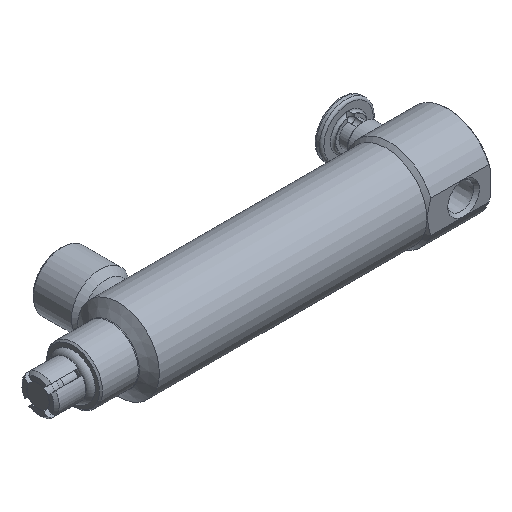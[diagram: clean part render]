
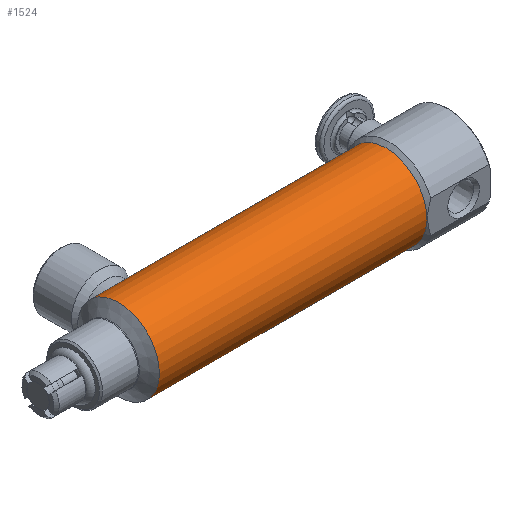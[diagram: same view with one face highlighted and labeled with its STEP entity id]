
A CAD part, isometric view. The second image highlights one B-rep face of the part: STEP entity #1524.
In plain terms, the highlighted cylindrical face has radius 13.462 mm (diameter 26.924 mm), a full revolution.
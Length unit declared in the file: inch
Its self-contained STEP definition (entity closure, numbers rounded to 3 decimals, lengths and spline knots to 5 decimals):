
#85=B_SPLINE_CURVE_WITH_KNOTS('',3,(#2840,#2841,#2842,#2843,#2844,#2845,
#2846,#2847,#2848,#2849,#2850,#2851,#2852,#2853,#2854,#2855,#2856,#2857,
#2858,#2859,#2860,#2861,#2862,#2863,#2864,#2865,#2866,#2867,#2868,#2869,
#2870,#2871,#2872,#2873),.UNSPECIFIED.,.T.,.F.,(4,2,2,2,2,2,2,2,2,2,2,2,
2,2,2,2,4),(0.,0.29456,0.58913,0.88228,1.17543,
1.46859,1.76174,2.0563,2.35087,2.64543,
2.93999,3.23315,3.5263,3.81945,4.11261,
4.40717,4.70174),.UNSPECIFIED.);
#326=CYLINDRICAL_SURFACE('',#1698,0.53);
#360=FACE_BOUND('',#571,.T.);
#361=FACE_BOUND('',#572,.T.);
#448=FACE_OUTER_BOUND('',#570,.T.);
#570=EDGE_LOOP('',(#1368));
#571=EDGE_LOOP('',(#1369));
#572=EDGE_LOOP('',(#1370));
#641=CIRCLE('',#1626,0.53);
#672=CIRCLE('',#1699,0.53);
#739=VERTEX_POINT('',#2440);
#811=VERTEX_POINT('',#2839);
#815=VERTEX_POINT('',#2885);
#901=EDGE_CURVE('',#739,#739,#641,.T.);
#1003=EDGE_CURVE('',#811,#811,#85,.T.);
#1007=EDGE_CURVE('',#815,#815,#672,.T.);
#1368=ORIENTED_EDGE('',*,*,#901,.F.);
#1369=ORIENTED_EDGE('',*,*,#1003,.T.);
#1370=ORIENTED_EDGE('',*,*,#1007,.T.);
#1524=ADVANCED_FACE('',(#448,#360,#361),#326,.T.);
#1626=AXIS2_PLACEMENT_3D('',#2441,#1907,#1908);
#1698=AXIS2_PLACEMENT_3D('',#2884,#2087,#2088);
#1699=AXIS2_PLACEMENT_3D('',#2886,#2089,#2090);
#1907=DIRECTION('center_axis',(1.,0.,0.));
#1908=DIRECTION('ref_axis',(0.,1.,0.));
#2087=DIRECTION('center_axis',(1.,0.,0.));
#2088=DIRECTION('ref_axis',(0.,1.,0.));
#2089=DIRECTION('center_axis',(1.,0.,0.));
#2090=DIRECTION('ref_axis',(0.,1.,0.));
#2440=CARTESIAN_POINT('',(0.02793,-2.16331,0.));
#2441=CARTESIAN_POINT('Origin',(0.02793,-2.69331,0.));
#2839=CARTESIAN_POINT('',(-3.02507,-2.25571,-0.299));
#2840=CARTESIAN_POINT('Ctrl Pts',(-3.02507,-2.25571,-0.299));
#2841=CARTESIAN_POINT('Ctrl Pts',(-2.98641,-2.25571,-0.299));
#2842=CARTESIAN_POINT('Ctrl Pts',(-2.94604,-2.25004,-0.29109));
#2843=CARTESIAN_POINT('Ctrl Pts',(-2.87278,-2.23132,-0.26036));
#2844=CARTESIAN_POINT('Ctrl Pts',(-2.83977,-2.21868,-0.23755));
#2845=CARTESIAN_POINT('Ctrl Pts',(-2.78764,-2.196,-0.18542));
#2846=CARTESIAN_POINT('Ctrl Pts',(-2.76475,-2.1843,-0.15238));
#2847=CARTESIAN_POINT('Ctrl Pts',(-2.73394,-2.16787,-0.07893));
#2848=CARTESIAN_POINT('Ctrl Pts',(-2.72607,-2.16331,-0.03847));
#2849=CARTESIAN_POINT('Ctrl Pts',(-2.72607,-2.16331,0.03847));
#2850=CARTESIAN_POINT('Ctrl Pts',(-2.73394,-2.16787,0.07893));
#2851=CARTESIAN_POINT('Ctrl Pts',(-2.76475,-2.1843,0.15238));
#2852=CARTESIAN_POINT('Ctrl Pts',(-2.78764,-2.196,0.18542));
#2853=CARTESIAN_POINT('Ctrl Pts',(-2.83977,-2.21868,0.23755));
#2854=CARTESIAN_POINT('Ctrl Pts',(-2.87278,-2.23132,0.26036));
#2855=CARTESIAN_POINT('Ctrl Pts',(-2.94604,-2.25004,0.29109));
#2856=CARTESIAN_POINT('Ctrl Pts',(-2.98641,-2.25571,0.299));
#2857=CARTESIAN_POINT('Ctrl Pts',(-3.06373,-2.25571,0.299));
#2858=CARTESIAN_POINT('Ctrl Pts',(-3.1041,-2.25004,0.29109));
#2859=CARTESIAN_POINT('Ctrl Pts',(-3.17736,-2.23132,0.26036));
#2860=CARTESIAN_POINT('Ctrl Pts',(-3.21037,-2.21868,0.23755));
#2861=CARTESIAN_POINT('Ctrl Pts',(-3.2625,-2.196,0.18542));
#2862=CARTESIAN_POINT('Ctrl Pts',(-3.28539,-2.1843,0.15238));
#2863=CARTESIAN_POINT('Ctrl Pts',(-3.3162,-2.16787,0.07893));
#2864=CARTESIAN_POINT('Ctrl Pts',(-3.32407,-2.16331,0.03847));
#2865=CARTESIAN_POINT('Ctrl Pts',(-3.32407,-2.16331,-0.03847));
#2866=CARTESIAN_POINT('Ctrl Pts',(-3.3162,-2.16787,-0.07893));
#2867=CARTESIAN_POINT('Ctrl Pts',(-3.28539,-2.1843,-0.15238));
#2868=CARTESIAN_POINT('Ctrl Pts',(-3.2625,-2.196,-0.18542));
#2869=CARTESIAN_POINT('Ctrl Pts',(-3.21037,-2.21868,-0.23755));
#2870=CARTESIAN_POINT('Ctrl Pts',(-3.17736,-2.23132,-0.26036));
#2871=CARTESIAN_POINT('Ctrl Pts',(-3.1041,-2.25004,-0.29109));
#2872=CARTESIAN_POINT('Ctrl Pts',(-3.06373,-2.25571,-0.299));
#2873=CARTESIAN_POINT('Ctrl Pts',(-3.02507,-2.25571,-0.299));
#2884=CARTESIAN_POINT('Origin',(-2.54864,-2.69331,0.));
#2885=CARTESIAN_POINT('',(-3.43721,-2.16331,0.));
#2886=CARTESIAN_POINT('Origin',(-3.43721,-2.69331,0.));
